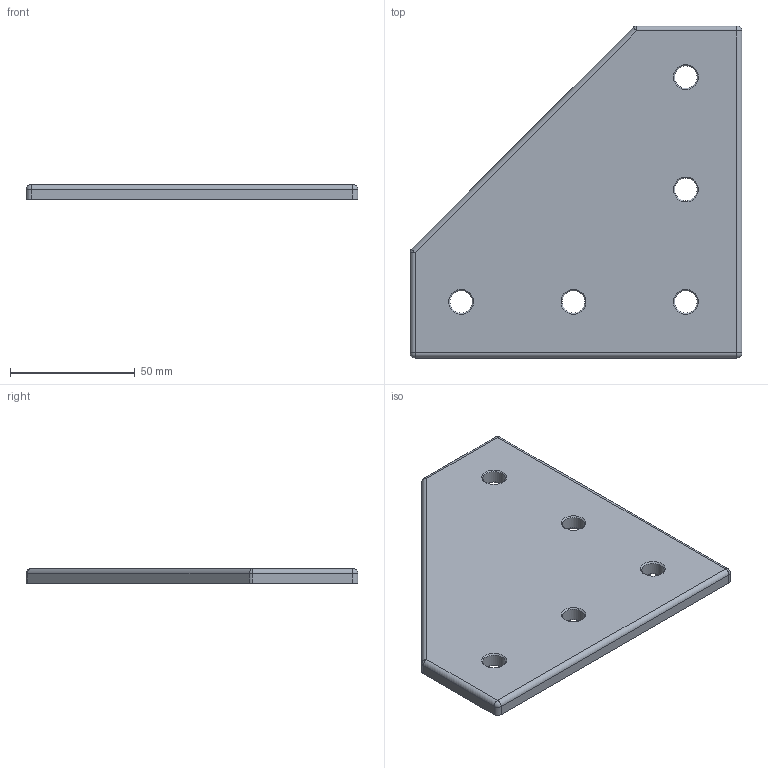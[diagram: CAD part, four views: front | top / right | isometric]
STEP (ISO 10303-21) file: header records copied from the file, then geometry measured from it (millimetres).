
FILE_DESCRIPTION( ( 'STEP AP214' ), '1' );
FILE_NAME( '093VL135135.stp', '2020-06-08T20:51:32', ( 'License CC BY-ND 4.0' ), ( 'CADENAS' ), ' ', 'PARTsolutions', ' ' );
FILE_SCHEMA( ( 'AUTOMOTIVE_DESIGN { 1 0 10303 214 1 1 1 1 }' ) );
Length unit declared in the file: millimetre
Products named in the file (1): _093VL135135
Bounding box: 133 x 133 x 6 mm (x, y, z)
Volume: 79465.7 mm3; surface area: 29853.4 mm2
Topology: 1 solids, 1 shells, 37 faces, 85 edges, 45 vertices
Faces by surface type: cylinder 15, cone 10, plane 7, sphere 5
Full cylindrical faces by diameter (mm): 9 x5
Entity records: 1251 total; most frequent: DIRECTION 181, CARTESIAN_POINT 148, ORIENTED_EDGE 130, AXIS2_PLACEMENT_3D 78, EDGE_CURVE 65, EDGE_LOOP 62, VERTEX_POINT 45, FACE_OUTER_BOUND 42
